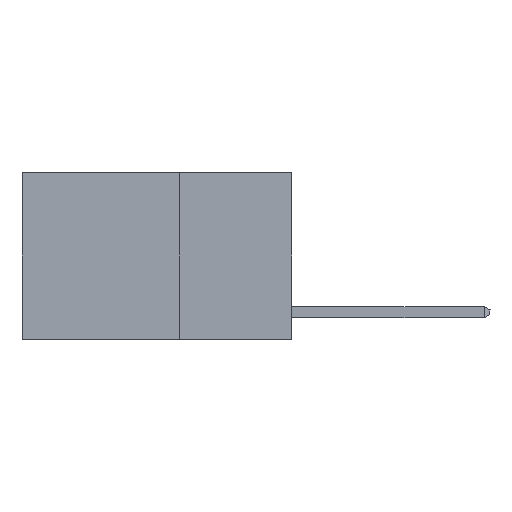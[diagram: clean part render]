
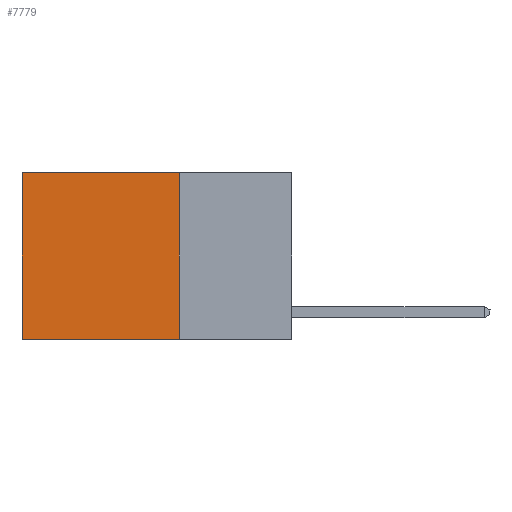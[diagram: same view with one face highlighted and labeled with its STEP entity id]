
A CAD part, left-side view. The second image highlights one B-rep face of the part: STEP entity #7779.
In plain terms, the highlighted planar face has unit normal (-1, 0, 0).
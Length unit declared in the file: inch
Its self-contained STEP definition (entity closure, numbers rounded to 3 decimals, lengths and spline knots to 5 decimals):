
#2101 = CARTESIAN_POINT ( 'NONE',  ( 0.2625, 0.6, 0. ) ) ;
#2616 = VERTEX_POINT ( 'NONE', #7650 ) ;
#3723 = VERTEX_POINT ( 'NONE', #2101 ) ;
#3806 = CARTESIAN_POINT ( 'NONE',  ( 0.2625, 0.25, 0. ) ) ;
#4210 = DIRECTION ( 'NONE',  ( 0., 1., 0. ) ) ;
#4905 = ORIENTED_EDGE ( 'NONE', *, *, #19431, .T. ) ;
#5285 = CARTESIAN_POINT ( 'NONE',  ( 0.2625, 0.25, 0. ) ) ;
#5440 = ORIENTED_EDGE ( 'NONE', *, *, #15009, .F. ) ;
#5474 = ORIENTED_EDGE ( 'NONE', *, *, #14038, .F. ) ;
#5643 = CARTESIAN_POINT ( 'NONE',  ( 0.2625, 0.6, -0.37 ) ) ;
#5706 = VECTOR ( 'NONE', #11996, 39.37008 ) ;
#6202 = VECTOR ( 'NONE', #14736, 39.37008 ) ;
#6381 = AXIS2_PLACEMENT_3D ( 'NONE', #3806, #8593, #19604 ) ;
#6496 = VECTOR ( 'NONE', #4210, 39.37008 ) ;
#6694 = VECTOR ( 'NONE', #9891, 39.37008 ) ;
#7184 = LINE ( 'NONE', #17698, #6694 ) ;
#7650 = CARTESIAN_POINT ( 'NONE',  ( 0.2625, 0.25, 0. ) ) ;
#7779 = ADVANCED_FACE ( 'NONE', ( #14851 ), #13283, .F. ) ;
#8593 = DIRECTION ( 'NONE',  ( 1., 0., 0. ) ) ;
#9632 = CARTESIAN_POINT ( 'NONE',  ( 0.2625, 0.25, -0.37 ) ) ;
#9891 = DIRECTION ( 'NONE',  ( 0., 0., -1. ) ) ;
#10427 = LINE ( 'NONE', #16631, #5706 ) ;
#11996 = DIRECTION ( 'NONE',  ( 0., 1., 0. ) ) ;
#13283 = PLANE ( 'NONE',  #6381 ) ;
#14038 = EDGE_CURVE ( 'NONE', #17584, #16632, #15378, .T. ) ;
#14606 = LINE ( 'NONE', #5285, #6202 ) ;
#14736 = DIRECTION ( 'NONE',  ( 0., 0., -1. ) ) ;
#14851 = FACE_OUTER_BOUND ( 'NONE', #17581, .T. ) ;
#15009 = EDGE_CURVE ( 'NONE', #2616, #17584, #14606, .T. ) ;
#15378 = LINE ( 'NONE', #16826, #6496 ) ;
#15431 = EDGE_CURVE ( 'NONE', #2616, #3723, #10427, .T. ) ;
#16631 = CARTESIAN_POINT ( 'NONE',  ( 0.2625, 0.25, 0. ) ) ;
#16632 = VERTEX_POINT ( 'NONE', #5643 ) ;
#16826 = CARTESIAN_POINT ( 'NONE',  ( 0.2625, 0.25, -0.37 ) ) ;
#17581 = EDGE_LOOP ( 'NONE', ( #4905, #5474, #5440, #18694 ) ) ;
#17584 = VERTEX_POINT ( 'NONE', #9632 ) ;
#17698 = CARTESIAN_POINT ( 'NONE',  ( 0.2625, 0.6, 0. ) ) ;
#18694 = ORIENTED_EDGE ( 'NONE', *, *, #15431, .T. ) ;
#19431 = EDGE_CURVE ( 'NONE', #3723, #16632, #7184, .T. ) ;
#19604 = DIRECTION ( 'NONE',  ( 0., 0., -1. ) ) ;
